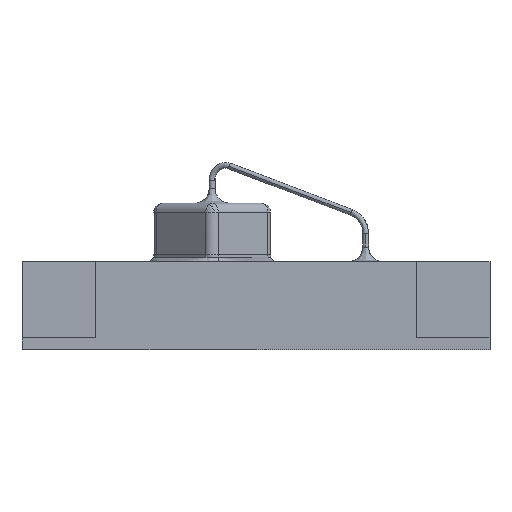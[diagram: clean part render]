
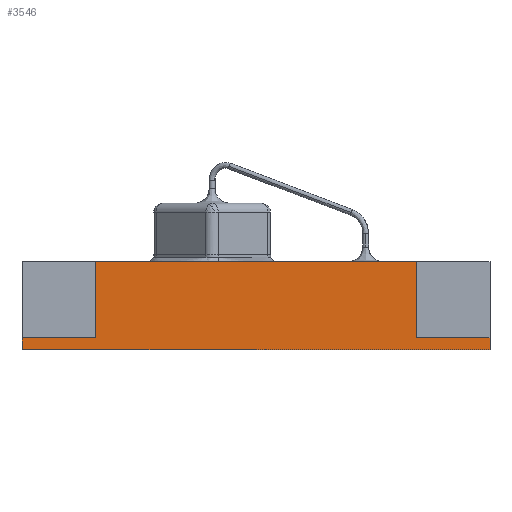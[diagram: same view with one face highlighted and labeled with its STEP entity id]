
A CAD part, front view. The second image highlights one B-rep face of the part: STEP entity #3546.
In plain terms, the highlighted planar face has unit normal (0, -1, 0).
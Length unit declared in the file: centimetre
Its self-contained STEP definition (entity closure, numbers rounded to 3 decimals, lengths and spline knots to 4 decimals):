
#9 = CARTESIAN_POINT ( 'NONE',  ( -0.08, -0.04, 0. ) ) ;
#43 = LINE ( 'NONE', #5123, #3111 ) ;
#79 = EDGE_CURVE ( 'NONE', #874, #3851, #2278, .T. ) ;
#254 = VECTOR ( 'NONE', #5554, 100. ) ;
#489 = ORIENTED_EDGE ( 'NONE', *, *, #1694, .T. ) ;
#611 = VECTOR ( 'NONE', #789, 100. ) ;
#734 = VERTEX_POINT ( 'NONE', #9 ) ;
#789 = DIRECTION ( 'NONE',  ( -1., 0., 0. ) ) ;
#841 = LINE ( 'NONE', #1455, #4944 ) ;
#874 = VERTEX_POINT ( 'NONE', #6273 ) ;
#967 = AXIS2_PLACEMENT_3D ( 'NONE', #4922, #3376, #5898 ) ;
#1231 = CARTESIAN_POINT ( 'NONE',  ( 0.055, -0.04, 0.004 ) ) ;
#1455 = CARTESIAN_POINT ( 'NONE',  ( 0.08, -0.04, 0. ) ) ;
#1604 = CARTESIAN_POINT ( 'NONE',  ( 0.055, -0.04, 0. ) ) ;
#1637 = DIRECTION ( 'NONE',  ( 0., 0., 1. ) ) ;
#1694 = EDGE_CURVE ( 'NONE', #2858, #874, #6224, .T. ) ;
#1834 = DIRECTION ( 'NONE',  ( 0., 0., 1. ) ) ;
#1920 = CARTESIAN_POINT ( 'NONE',  ( -0.055, -0.04, 0. ) ) ;
#1929 = EDGE_CURVE ( 'NONE', #734, #3219, #43, .T. ) ;
#1959 = LINE ( 'NONE', #1920, #6136 ) ;
#2278 = LINE ( 'NONE', #5922, #611 ) ;
#2346 = CARTESIAN_POINT ( 'NONE',  ( -0.08, -0.04, 0.004 ) ) ;
#2442 = CARTESIAN_POINT ( 'NONE',  ( -0.08, -0.04, 0.004 ) ) ;
#2474 = EDGE_CURVE ( 'NONE', #6480, #4486, #841, .T. ) ;
#2498 = LINE ( 'NONE', #6577, #254 ) ;
#2534 = DIRECTION ( 'NONE',  ( 0., 0., -1. ) ) ;
#2557 = ORIENTED_EDGE ( 'NONE', *, *, #2474, .T. ) ;
#2565 = EDGE_CURVE ( 'NONE', #3851, #6035, #1959, .T. ) ;
#2677 = EDGE_CURVE ( 'NONE', #4486, #2858, #6073, .T. ) ;
#2858 = VERTEX_POINT ( 'NONE', #1231 ) ;
#2923 = ORIENTED_EDGE ( 'NONE', *, *, #2677, .T. ) ;
#3111 = VECTOR ( 'NONE', #3647, 100. ) ;
#3143 = CARTESIAN_POINT ( 'NONE',  ( -0.055, -0.04, 0.03 ) ) ;
#3219 = VERTEX_POINT ( 'NONE', #2442 ) ;
#3324 = CARTESIAN_POINT ( 'NONE',  ( 0.08, -0.04, 0. ) ) ;
#3359 = CARTESIAN_POINT ( 'NONE',  ( -0.055, -0.04, 0.004 ) ) ;
#3376 = DIRECTION ( 'NONE',  ( 0., -1., 0. ) ) ;
#3546 = ADVANCED_FACE ( 'NONE', ( #4391 ), #5343, .T. ) ;
#3647 = DIRECTION ( 'NONE',  ( 0., 0., 1. ) ) ;
#3851 = VERTEX_POINT ( 'NONE', #3143 ) ;
#4208 = ORIENTED_EDGE ( 'NONE', *, *, #1929, .F. ) ;
#4382 = LINE ( 'NONE', #2346, #5419 ) ;
#4391 = FACE_OUTER_BOUND ( 'NONE', #5113, .T. ) ;
#4418 = DIRECTION ( 'NONE',  ( -1., 0., 0. ) ) ;
#4443 = CARTESIAN_POINT ( 'NONE',  ( 0.08, -0.04, 0.004 ) ) ;
#4486 = VERTEX_POINT ( 'NONE', #4443 ) ;
#4524 = CARTESIAN_POINT ( 'NONE',  ( -0.08, -0.04, 0.004 ) ) ;
#4572 = ORIENTED_EDGE ( 'NONE', *, *, #6105, .F. ) ;
#4922 = CARTESIAN_POINT ( 'NONE',  ( -0.08, -0.04, 0. ) ) ;
#4944 = VECTOR ( 'NONE', #1834, 100. ) ;
#5113 = EDGE_LOOP ( 'NONE', ( #2557, #2923, #489, #5455, #5659, #5934, #4208, #4572 ) ) ;
#5123 = CARTESIAN_POINT ( 'NONE',  ( -0.08, -0.04, 0. ) ) ;
#5343 = PLANE ( 'NONE',  #967 ) ;
#5419 = VECTOR ( 'NONE', #4418, 100. ) ;
#5455 = ORIENTED_EDGE ( 'NONE', *, *, #79, .T. ) ;
#5554 = DIRECTION ( 'NONE',  ( -1., 0., 0. ) ) ;
#5590 = VECTOR ( 'NONE', #6581, 100. ) ;
#5659 = ORIENTED_EDGE ( 'NONE', *, *, #2565, .T. ) ;
#5685 = EDGE_CURVE ( 'NONE', #6035, #3219, #4382, .T. ) ;
#5690 = VECTOR ( 'NONE', #1637, 100. ) ;
#5898 = DIRECTION ( 'NONE',  ( 0., 0., -1. ) ) ;
#5922 = CARTESIAN_POINT ( 'NONE',  ( -0.08, -0.04, 0.03 ) ) ;
#5934 = ORIENTED_EDGE ( 'NONE', *, *, #5685, .T. ) ;
#6035 = VERTEX_POINT ( 'NONE', #3359 ) ;
#6073 = LINE ( 'NONE', #4524, #5590 ) ;
#6105 = EDGE_CURVE ( 'NONE', #6480, #734, #2498, .T. ) ;
#6136 = VECTOR ( 'NONE', #2534, 100. ) ;
#6224 = LINE ( 'NONE', #1604, #5690 ) ;
#6273 = CARTESIAN_POINT ( 'NONE',  ( 0.055, -0.04, 0.03 ) ) ;
#6480 = VERTEX_POINT ( 'NONE', #3324 ) ;
#6577 = CARTESIAN_POINT ( 'NONE',  ( 0., -0.04, 0. ) ) ;
#6581 = DIRECTION ( 'NONE',  ( -1., 0., 0. ) ) ;
